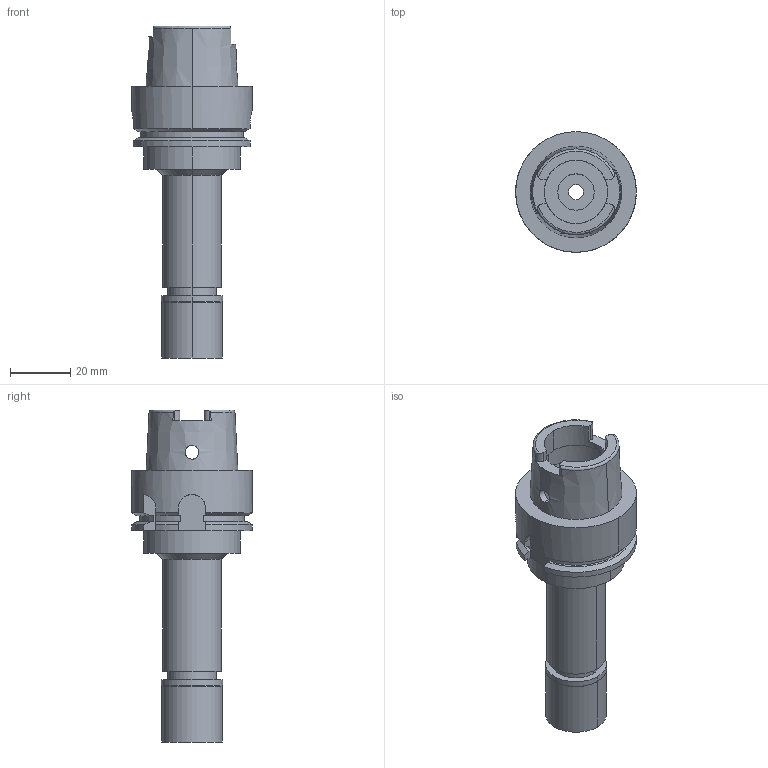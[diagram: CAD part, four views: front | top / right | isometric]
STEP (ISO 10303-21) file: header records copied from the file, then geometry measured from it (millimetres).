
FILE_DESCRIPTION((''),'2;1');
FILE_NAME('HA40MN06090-060_ASM','2017-10-24T',('ykawabe'),(''),'CREO PARAMETRIC BY PTC INC, 2016380','CREO PARAMETRIC BY PTC INC, 2016380','');
FILE_SCHEMA(('AUTOMOTIVE_DESIGN { 1 0 10303 214 1 1 1 1 }'));
Length unit declared in the file: millimetre
Products named in the file (5): HSK-A40-MEGA6N-90_1; NBC6-6_1; MGN6_1; DXF_TEMP_ASSY_ASM_4_ASM; HA40MN06090-060_ASM
Assembly tree (4 placements, depth 3):
  HA40MN06090-060_ASM
    DXF_TEMP_ASSY_ASM_4_ASM
      HSK-A40-MEGA6N-90_1
      NBC6-6_1
      MGN6_1
Bounding box: 40 x 40 x 110 mm (x, y, z)
Volume: 46766.5 mm3; surface area: 17995.8 mm2
Topology: 3 solids, 3 shells, 143 faces, 368 edges, 245 vertices
Faces by surface type: cylinder 64, plane 53, cone 22, torus 4
Entity records: 6627 total; most frequent: CARTESIAN_POINT 1080, DIRECTION 835, ORIENTED_EDGE 736, PRESENTATION_STYLE_ASSIGNMENT 376, STYLED_ITEM 376, CURVE_STYLE 373, EDGE_CURVE 368, AXIS2_PLACEMENT_3D 341
